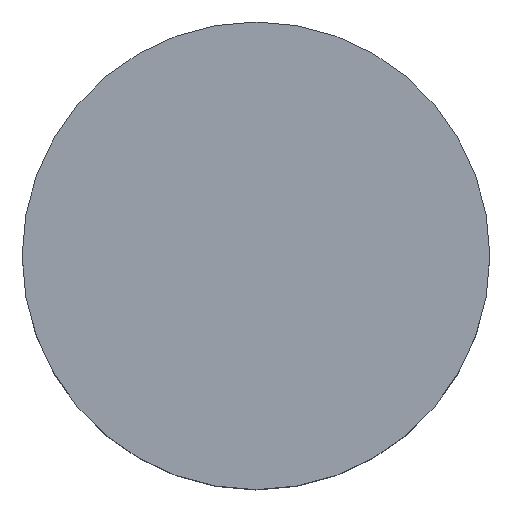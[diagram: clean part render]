
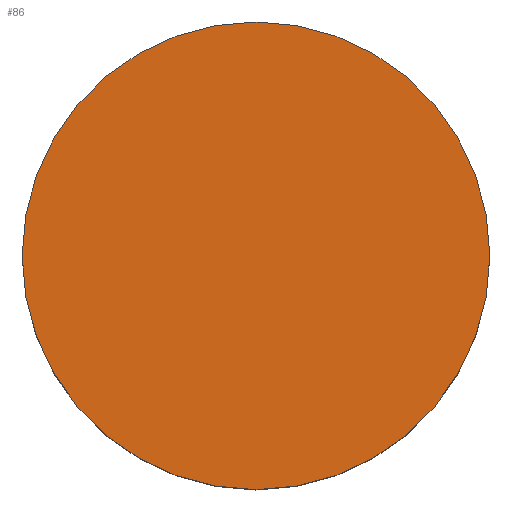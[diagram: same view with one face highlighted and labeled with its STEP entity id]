
A CAD part, top view. The second image highlights one B-rep face of the part: STEP entity #86.
In plain terms, the highlighted planar face has unit normal (0, 0, 1).
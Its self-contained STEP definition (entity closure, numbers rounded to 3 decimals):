
#27=CARTESIAN_POINT('POINT3',(27.94,-25.4,-2.54));
#28=VERTEX_POINT('VERTEX3',#27);
#36=CARTESIAN_POINT('POINT4',(22.86,-25.4,-2.54));
#37=VERTEX_POINT('VERTEX4',#36);
#44=CARTESIAN_POINT('POS6',(25.4,-25.4,-2.54));
#45=DIRECTION('DIR9',(0.,0.,-1.));
#46=DIRECTION('DIR10',(-1.,0.,0.));
#47=AXIS2_PLACEMENT_3D('AXIS4',#44,#45,#46);
#48=CIRCLE('ELLIPSE3',#47,2.54);
#49=EDGE_CURVE('EDGE5',#37,#28,#48,.T.);
#62=CARTESIAN_POINT('POS8',(25.4,-25.4,-2.54));
#63=DIRECTION('DIR13',(0.,0.,-1.));
#64=DIRECTION('DIR14',(1.,0.,0.));
#65=AXIS2_PLACEMENT_3D('AXIS6',#62,#63,#64);
#66=CIRCLE('ELLIPSE4',#65,2.54);
#67=EDGE_CURVE('EDGE6',#28,#37,#66,.T.);
#77=ORIENTED_EDGE('COEDGE11',*,*,#67,.F.);
#78=ORIENTED_EDGE('COEDGE12',*,*,#49,.F.);
#79=EDGE_LOOP('NONE',(#77,#78));
#80=FACE_BOUND('LOOP1',#79,.T.);
#81=CARTESIAN_POINT('POS10',(0.,0.,-2.54));
#82=DIRECTION('DIR17',(0.,0.,-1.));
#83=DIRECTION('DIR18',(1.,0.,0.));
#84=AXIS2_PLACEMENT_3D('AXIS8',#81,#82,#83);
#85=PLANE('PLANE2',#84);
#86=ADVANCED_FACE('FACE4',(#80),#85,.F.);
